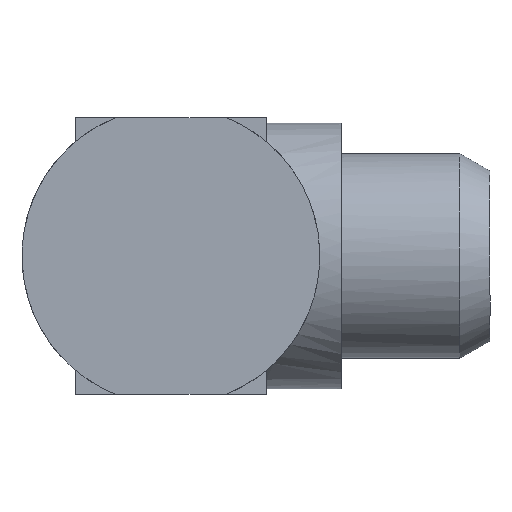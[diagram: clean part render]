
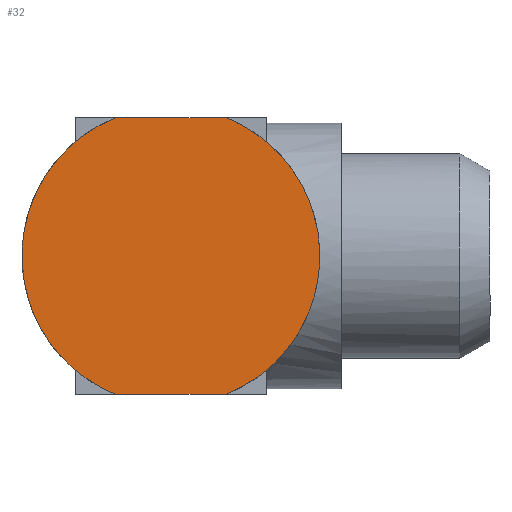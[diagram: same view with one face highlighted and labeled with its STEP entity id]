
A CAD part, front view. The second image highlights one B-rep face of the part: STEP entity #32.
In plain terms, the highlighted free-form (B-spline) face has degree [1, 1] with [2, 2] control points.
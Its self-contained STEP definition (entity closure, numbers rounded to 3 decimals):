
#11 = CARTESIAN_POINT ( 'NONE',  ( 6.896, -6.5, -1.388 ) ) ;
#16 = CARTESIAN_POINT ( 'NONE',  ( 4.932, -6.5, 5.016 ) ) ;
#28 = EDGE_LOOP ( 'NONE', ( #726, #1335, #383, #62 ) ) ;
#32 = ADVANCED_FACE ( 'NONE', ( #1307 ), #749, .T. ) ;
#62 = ORIENTED_EDGE ( 'NONE', *, *, #289, .T. ) ;
#87 = CARTESIAN_POINT ( 'NONE',  ( -3.244, -6.5, 6.242 ) ) ;
#107 = CARTESIAN_POINT ( 'NONE',  ( -6.488, -6.5, -2.718 ) ) ;
#113 = CARTESIAN_POINT ( 'NONE',  ( -5.406, -6.5, 4.501 ) ) ;
#142 = CARTESIAN_POINT ( 'NONE',  ( 3.848, -6.5, 5.889 ) ) ;
#143 = B_SPLINE_CURVE_WITH_KNOTS ( 'NONE', 3,
 ( #783, #87, #629, #1617, #113, #1745, #804, #1080, #236, #925, #1764, #107, #1055, #248, #228, #1360, #935, #1189 ),
 .UNSPECIFIED., .F., .F.,
 ( 4, 2, 2, 2, 2, 2, 2, 2, 4 ),
 ( 0., 0.298, 0.595, 0.893, 1.191, 1.488, 1.786, 2.083, 2.381 ),
 .UNSPECIFIED. ) ;
#182 = CARTESIAN_POINT ( 'NONE',  ( -7.084, -6.5, -6.5 ) ) ;
#228 = CARTESIAN_POINT ( 'NONE',  ( -4.932, -6.5, -5.016 ) ) ;
#236 = CARTESIAN_POINT ( 'NONE',  ( -7., -6.5, 0.696 ) ) ;
#240 = CARTESIAN_POINT ( 'NONE',  ( 3.244, -6.5, -6.242 ) ) ;
#241 = CARTESIAN_POINT ( 'NONE',  ( -2.598, -6.5, 6.5 ) ) ;
#248 = CARTESIAN_POINT ( 'NONE',  ( -5.406, -6.5, -4.501 ) ) ;
#289 = EDGE_CURVE ( 'NONE', #759, #1714, #767, .T. ) ;
#383 = ORIENTED_EDGE ( 'NONE', *, *, #1091, .T. ) ;
#425 = CARTESIAN_POINT ( 'NONE',  ( 6.186, -6.5, -3.349 ) ) ;
#515 = CARTESIAN_POINT ( 'NONE',  ( 3.848, -6.5, -5.889 ) ) ;
#539 = CARTESIAN_POINT ( 'NONE',  ( 6.186, -6.5, 3.349 ) ) ;
#546 = CARTESIAN_POINT ( 'NONE',  ( 6.488, -6.5, -2.718 ) ) ;
#586 = CARTESIAN_POINT ( 'NONE',  ( 7.084, -6.5, -6.5 ) ) ;
#629 = CARTESIAN_POINT ( 'NONE',  ( -3.848, -6.5, 5.889 ) ) ;
#674 = B_SPLINE_CURVE_WITH_KNOTS ( 'NONE', 1,
 ( #241, #1197 ),
 .UNSPECIFIED., .F., .F.,
 ( 2, 2 ),
 ( 0., 1. ),
 .UNSPECIFIED. ) ;
#682 = CARTESIAN_POINT ( 'NONE',  ( 5.406, -6.5, -4.501 ) ) ;
#700 = VERTEX_POINT ( 'NONE', #1354 ) ;
#708 = EDGE_CURVE ( 'NONE', #700, #1714, #674, .T. ) ;
#718 = EDGE_CURVE ( 'NONE', #700, #916, #143, .T. ) ;
#726 = ORIENTED_EDGE ( 'NONE', *, *, #708, .F. ) ;
#749 = B_SPLINE_SURFACE_WITH_KNOTS ( 'NONE', 1, 1, ( 
 ( #1139, #1148 ),
 ( #182, #586 ) ),
 .UNSPECIFIED., .F., .F., .F.,
 ( 2, 2 ),
 ( 2, 2 ),
 ( 0., 1. ),
 ( 0., 1. ),
 .UNSPECIFIED. ) ;
#759 = VERTEX_POINT ( 'NONE', #1093 ) ;
#767 = B_SPLINE_CURVE_WITH_KNOTS ( 'NONE', 3,
 ( #1337, #240, #515, #1079, #682, #425, #546, #11, #1670, #1398, #974, #1776, #539, #834, #16, #142, #1516, #1511 ),
 .UNSPECIFIED., .F., .F.,
 ( 4, 2, 2, 2, 2, 2, 2, 2, 4 ),
 ( 0., 0.298, 0.595, 0.893, 1.191, 1.488, 1.786, 2.083, 2.381 ),
 .UNSPECIFIED. ) ;
#774 = B_SPLINE_CURVE_WITH_KNOTS ( 'NONE', 1,
 ( #1275, #1430 ),
 .UNSPECIFIED., .F., .F.,
 ( 2, 2 ),
 ( 0., 1. ),
 .UNSPECIFIED. ) ;
#780 = CARTESIAN_POINT ( 'NONE',  ( -2.598, -6.5, -6.5 ) ) ;
#783 = CARTESIAN_POINT ( 'NONE',  ( -2.598, -6.5, 6.5 ) ) ;
#804 = CARTESIAN_POINT ( 'NONE',  ( -6.488, -6.5, 2.718 ) ) ;
#834 = CARTESIAN_POINT ( 'NONE',  ( 5.406, -6.5, 4.501 ) ) ;
#858 = CARTESIAN_POINT ( 'NONE',  ( 2.598, -6.5, 6.5 ) ) ;
#916 = VERTEX_POINT ( 'NONE', #780 ) ;
#925 = CARTESIAN_POINT ( 'NONE',  ( -7., -6.5, -0.696 ) ) ;
#935 = CARTESIAN_POINT ( 'NONE',  ( -3.244, -6.5, -6.242 ) ) ;
#974 = CARTESIAN_POINT ( 'NONE',  ( 6.896, -6.5, 1.388 ) ) ;
#1055 = CARTESIAN_POINT ( 'NONE',  ( -6.186, -6.5, -3.349 ) ) ;
#1079 = CARTESIAN_POINT ( 'NONE',  ( 4.932, -6.5, -5.016 ) ) ;
#1080 = CARTESIAN_POINT ( 'NONE',  ( -6.896, -6.5, 1.388 ) ) ;
#1091 = EDGE_CURVE ( 'NONE', #916, #759, #774, .T. ) ;
#1093 = CARTESIAN_POINT ( 'NONE',  ( 2.598, -6.5, -6.5 ) ) ;
#1139 = CARTESIAN_POINT ( 'NONE',  ( -7.084, -6.5, 6.5 ) ) ;
#1148 = CARTESIAN_POINT ( 'NONE',  ( 7.084, -6.5, 6.5 ) ) ;
#1189 = CARTESIAN_POINT ( 'NONE',  ( -2.598, -6.5, -6.5 ) ) ;
#1197 = CARTESIAN_POINT ( 'NONE',  ( 2.598, -6.5, 6.5 ) ) ;
#1275 = CARTESIAN_POINT ( 'NONE',  ( -2.598, -6.5, -6.5 ) ) ;
#1307 = FACE_OUTER_BOUND ( 'NONE', #28, .T. ) ;
#1335 = ORIENTED_EDGE ( 'NONE', *, *, #718, .T. ) ;
#1337 = CARTESIAN_POINT ( 'NONE',  ( 2.598, -6.5, -6.5 ) ) ;
#1354 = CARTESIAN_POINT ( 'NONE',  ( -2.598, -6.5, 6.5 ) ) ;
#1360 = CARTESIAN_POINT ( 'NONE',  ( -3.848, -6.5, -5.889 ) ) ;
#1398 = CARTESIAN_POINT ( 'NONE',  ( 7., -6.5, 0.696 ) ) ;
#1430 = CARTESIAN_POINT ( 'NONE',  ( 2.598, -6.5, -6.5 ) ) ;
#1511 = CARTESIAN_POINT ( 'NONE',  ( 2.598, -6.5, 6.5 ) ) ;
#1516 = CARTESIAN_POINT ( 'NONE',  ( 3.244, -6.5, 6.242 ) ) ;
#1617 = CARTESIAN_POINT ( 'NONE',  ( -4.932, -6.5, 5.016 ) ) ;
#1670 = CARTESIAN_POINT ( 'NONE',  ( 7., -6.5, -0.696 ) ) ;
#1714 = VERTEX_POINT ( 'NONE', #858 ) ;
#1745 = CARTESIAN_POINT ( 'NONE',  ( -6.186, -6.5, 3.349 ) ) ;
#1764 = CARTESIAN_POINT ( 'NONE',  ( -6.896, -6.5, -1.388 ) ) ;
#1776 = CARTESIAN_POINT ( 'NONE',  ( 6.488, -6.5, 2.718 ) ) ;
